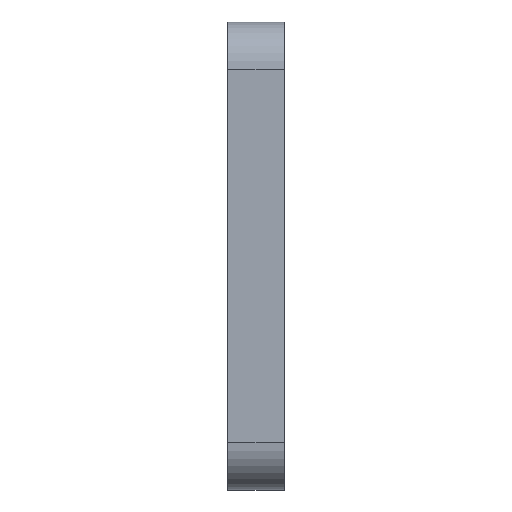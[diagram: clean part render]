
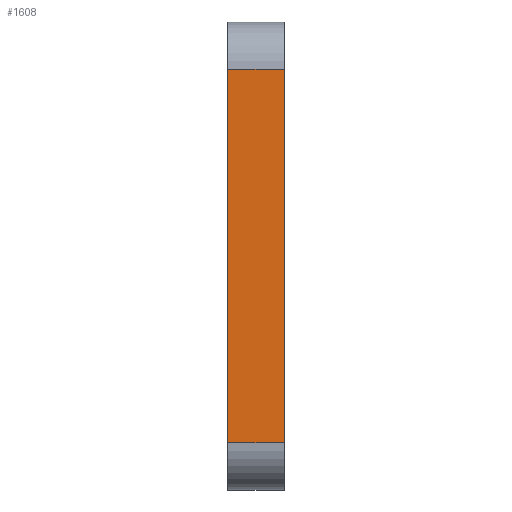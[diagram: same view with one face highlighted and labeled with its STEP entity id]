
A CAD part, left-side view. The second image highlights one B-rep face of the part: STEP entity #1608.
In plain terms, the highlighted planar face has unit normal (-1, 0, 0).
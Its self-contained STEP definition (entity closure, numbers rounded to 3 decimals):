
#44 = PLANE('',#45);
#45 = AXIS2_PLACEMENT_3D('',#46,#47,#48);
#46 = CARTESIAN_POINT('',(-67.999,14.5,-10.603));
#47 = DIRECTION('',(0.,1.,0.));
#48 = DIRECTION('',(0.,0.,1.));
#100 = PLANE('',#101);
#101 = AXIS2_PLACEMENT_3D('',#102,#103,#104);
#102 = CARTESIAN_POINT('',(-67.999,8.5,-10.603));
#103 = DIRECTION('',(0.,1.,0.));
#104 = DIRECTION('',(0.,0.,1.));
#321 = VERTEX_POINT('',#322);
#322 = CARTESIAN_POINT('',(-100.,14.5,-28.5));
#341 = CYLINDRICAL_SURFACE('',#342,5.);
#342 = AXIS2_PLACEMENT_3D('',#343,#344,#345);
#343 = CARTESIAN_POINT('',(-95.,14.5,-28.5));
#344 = DIRECTION('',(0.,-1.,0.));
#345 = DIRECTION('',(-1.,0.,0.));
#353 = EDGE_CURVE('',#354,#321,#356,.T.);
#354 = VERTEX_POINT('',#355);
#355 = CARTESIAN_POINT('',(-100.,14.5,11.));
#356 = SURFACE_CURVE('',#357,(#361,#368),.PCURVE_S1.);
#357 = LINE('',#358,#359);
#358 = CARTESIAN_POINT('',(-100.,14.5,16.));
#359 = VECTOR('',#360,1.);
#360 = DIRECTION('',(0.,0.,-1.));
#361 = PCURVE('',#44,#362);
#362 = DEFINITIONAL_REPRESENTATION('',(#363),#367);
#363 = LINE('',#364,#365);
#364 = CARTESIAN_POINT('',(26.603,-32.001));
#365 = VECTOR('',#366,1.);
#366 = DIRECTION('',(-1.,0.));
#367 = ( GEOMETRIC_REPRESENTATION_CONTEXT(2) 
PARAMETRIC_REPRESENTATION_CONTEXT() REPRESENTATION_CONTEXT('2D SPACE',''
  ) );
#368 = PCURVE('',#369,#374);
#369 = PLANE('',#370);
#370 = AXIS2_PLACEMENT_3D('',#371,#372,#373);
#371 = CARTESIAN_POINT('',(-100.,14.5,16.));
#372 = DIRECTION('',(1.,0.,0.));
#373 = DIRECTION('',(0.,0.,-1.));
#374 = DEFINITIONAL_REPRESENTATION('',(#375),#379);
#375 = LINE('',#376,#377);
#376 = CARTESIAN_POINT('',(0.,0.));
#377 = VECTOR('',#378,1.);
#378 = DIRECTION('',(1.,0.));
#379 = ( GEOMETRIC_REPRESENTATION_CONTEXT(2) 
PARAMETRIC_REPRESENTATION_CONTEXT() REPRESENTATION_CONTEXT('2D SPACE',''
  ) );
#402 = CYLINDRICAL_SURFACE('',#403,5.);
#403 = AXIS2_PLACEMENT_3D('',#404,#405,#406);
#404 = CARTESIAN_POINT('',(-95.,14.5,11.));
#405 = DIRECTION('',(0.,-1.,0.));
#406 = DIRECTION('',(0.,0.,1.));
#1068 = VERTEX_POINT('',#1069);
#1069 = CARTESIAN_POINT('',(-100.,8.5,-28.5));
#1095 = EDGE_CURVE('',#1096,#1068,#1098,.T.);
#1096 = VERTEX_POINT('',#1097);
#1097 = CARTESIAN_POINT('',(-100.,8.5,11.));
#1098 = SURFACE_CURVE('',#1099,(#1103,#1110),.PCURVE_S1.);
#1099 = LINE('',#1100,#1101);
#1100 = CARTESIAN_POINT('',(-100.,8.5,16.));
#1101 = VECTOR('',#1102,1.);
#1102 = DIRECTION('',(0.,0.,-1.));
#1103 = PCURVE('',#100,#1104);
#1104 = DEFINITIONAL_REPRESENTATION('',(#1105),#1109);
#1105 = LINE('',#1106,#1107);
#1106 = CARTESIAN_POINT('',(26.603,-32.001));
#1107 = VECTOR('',#1108,1.);
#1108 = DIRECTION('',(-1.,0.));
#1109 = ( GEOMETRIC_REPRESENTATION_CONTEXT(2) 
PARAMETRIC_REPRESENTATION_CONTEXT() REPRESENTATION_CONTEXT('2D SPACE',''
  ) );
#1110 = PCURVE('',#369,#1111);
#1111 = DEFINITIONAL_REPRESENTATION('',(#1112),#1116);
#1112 = LINE('',#1113,#1114);
#1113 = CARTESIAN_POINT('',(0.,-6.));
#1114 = VECTOR('',#1115,1.);
#1115 = DIRECTION('',(1.,0.));
#1116 = ( GEOMETRIC_REPRESENTATION_CONTEXT(2) 
PARAMETRIC_REPRESENTATION_CONTEXT() REPRESENTATION_CONTEXT('2D SPACE',''
  ) );
#1559 = EDGE_CURVE('',#354,#1096,#1560,.T.);
#1560 = SURFACE_CURVE('',#1561,(#1565,#1572),.PCURVE_S1.);
#1561 = LINE('',#1562,#1563);
#1562 = CARTESIAN_POINT('',(-100.,14.5,11.));
#1563 = VECTOR('',#1564,1.);
#1564 = DIRECTION('',(0.,-1.,0.));
#1565 = PCURVE('',#402,#1566);
#1566 = DEFINITIONAL_REPRESENTATION('',(#1567),#1571);
#1567 = LINE('',#1568,#1569);
#1568 = CARTESIAN_POINT('',(1.571,0.));
#1569 = VECTOR('',#1570,1.);
#1570 = DIRECTION('',(0.,1.));
#1571 = ( GEOMETRIC_REPRESENTATION_CONTEXT(2) 
PARAMETRIC_REPRESENTATION_CONTEXT() REPRESENTATION_CONTEXT('2D SPACE',''
  ) );
#1572 = PCURVE('',#369,#1573);
#1573 = DEFINITIONAL_REPRESENTATION('',(#1574),#1578);
#1574 = LINE('',#1575,#1576);
#1575 = CARTESIAN_POINT('',(5.,0.));
#1576 = VECTOR('',#1577,1.);
#1577 = DIRECTION('',(0.,-1.));
#1578 = ( GEOMETRIC_REPRESENTATION_CONTEXT(2) 
PARAMETRIC_REPRESENTATION_CONTEXT() REPRESENTATION_CONTEXT('2D SPACE',''
  ) );
#1608 = ADVANCED_FACE('',(#1609),#369,.F.);
#1609 = FACE_BOUND('',#1610,.F.);
#1610 = EDGE_LOOP('',(#1611,#1612,#1613,#1614));
#1611 = ORIENTED_EDGE('',*,*,#353,.F.);
#1612 = ORIENTED_EDGE('',*,*,#1559,.T.);
#1613 = ORIENTED_EDGE('',*,*,#1095,.T.);
#1614 = ORIENTED_EDGE('',*,*,#1615,.F.);
#1615 = EDGE_CURVE('',#321,#1068,#1616,.T.);
#1616 = SURFACE_CURVE('',#1617,(#1621,#1628),.PCURVE_S1.);
#1617 = LINE('',#1618,#1619);
#1618 = CARTESIAN_POINT('',(-100.,14.5,-28.5));
#1619 = VECTOR('',#1620,1.);
#1620 = DIRECTION('',(0.,-1.,0.));
#1621 = PCURVE('',#369,#1622);
#1622 = DEFINITIONAL_REPRESENTATION('',(#1623),#1627);
#1623 = LINE('',#1624,#1625);
#1624 = CARTESIAN_POINT('',(44.5,0.));
#1625 = VECTOR('',#1626,1.);
#1626 = DIRECTION('',(0.,-1.));
#1627 = ( GEOMETRIC_REPRESENTATION_CONTEXT(2) 
PARAMETRIC_REPRESENTATION_CONTEXT() REPRESENTATION_CONTEXT('2D SPACE',''
  ) );
#1628 = PCURVE('',#341,#1629);
#1629 = DEFINITIONAL_REPRESENTATION('',(#1630),#1634);
#1630 = LINE('',#1631,#1632);
#1631 = CARTESIAN_POINT('',(0.,0.));
#1632 = VECTOR('',#1633,1.);
#1633 = DIRECTION('',(0.,1.));
#1634 = ( GEOMETRIC_REPRESENTATION_CONTEXT(2) 
PARAMETRIC_REPRESENTATION_CONTEXT() REPRESENTATION_CONTEXT('2D SPACE',''
  ) );
